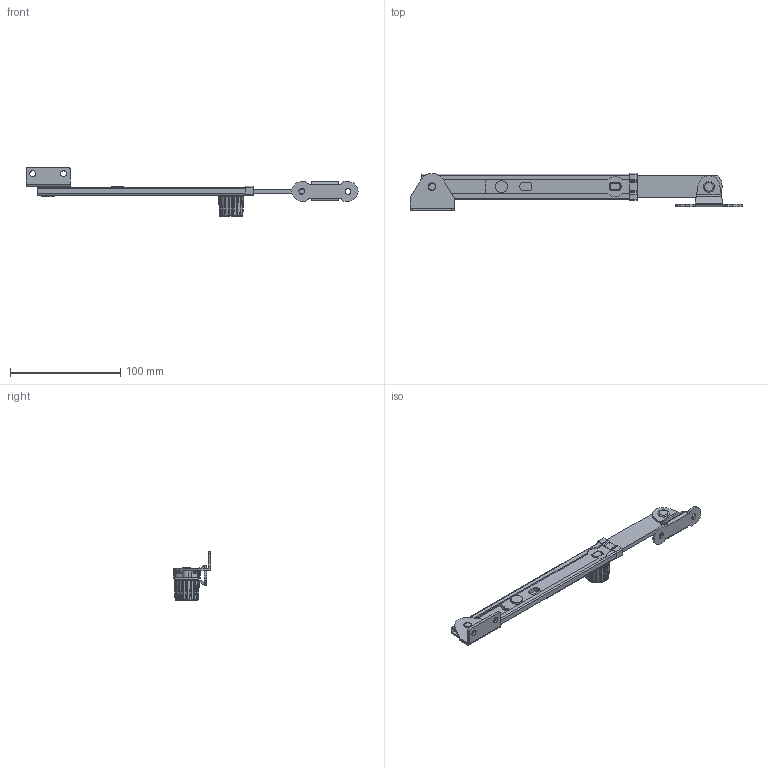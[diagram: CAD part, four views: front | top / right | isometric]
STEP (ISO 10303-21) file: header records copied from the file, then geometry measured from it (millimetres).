
FILE_DESCRIPTION (( 'STEP AP203' ), '1' );
FILE_NAME ('B-1455-1.STEP', '2006-09-07T00:15:35', ( ' ' ), ( ' ' ), 'SwSTEP 2.0', 'SolidWorks 2006104', '' );
FILE_SCHEMA (( 'CONFIG_CONTROL_DESIGN' ));
Length unit declared in the file: millimetre
Products named in the file (12): B-1455_僣儅儈幉_棉太倌; B-1455_僽儔働僢僩A_棉太倌; B-1455_榞僽儔働僢僩诉輄僇僔儊; B-1455-1; B-1455-1_儗乕儖350_棉太倌; B-1455-1_ｱｰﾑ350_ﾃﾞﾌｫﾙﾄ; B-1455_僣儅儈_棉太倌; B-1455_ツマミワッシャー_ﾃﾞﾌｫﾙﾄ; B-1455_僉儍僢僾_棉太倌; B-1455_墴偝偊_棉太倌; B-1455_僽儔働僢僩B_棉太倌; B-1455_障子ブラケットﾋﾟﾝ_カシメ（後）
Assembly tree (11 placements, depth 2):
  B-1455-1
    B-1455_障子ブラケットﾋﾟﾝ_カシメ（後）
    B-1455_僣儅儈_棉太倌
    B-1455_僽儔働僢僩B_棉太倌
    B-1455_ツマミワッシャー_ﾃﾞﾌｫﾙﾄ
    B-1455_榞僽儔働僢僩诉輄僇僔儊
    B-1455_僉儍僢僾_棉太倌
    B-1455_僣儅儈幉_棉太倌
    B-1455-1_儗乕儖350_棉太倌
    B-1455_墴偝偊_棉太倌
    B-1455-1_ｱｰﾑ350_ﾃﾞﾌｫﾙﾄ
    B-1455_僽儔働僢僩A_棉太倌
Bounding box: 301 x 34.45 x 45.1 mm (x, y, z)
Volume: 40499.9 mm3; surface area: 41779.4 mm2
Topology: 11 solids, 11 shells, 316 faces, 819 edges, 539 vertices
Faces by surface type: plane 153, cylinder 102, cone 27, bspline 18, torus 8, sphere 8
Entity records: 11426 total; most frequent: CARTESIAN_POINT 2414, ORIENTED_EDGE 1638, DIRECTION 1598, EDGE_CURVE 819, AXIS2_PLACEMENT_3D 595, VERTEX_POINT 539, VECTOR 408, LINE 408
